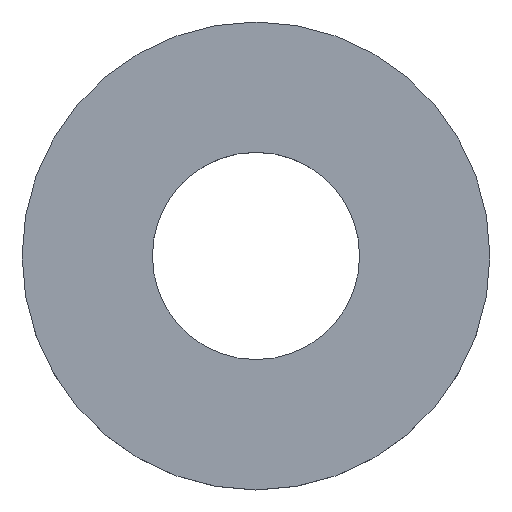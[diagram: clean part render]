
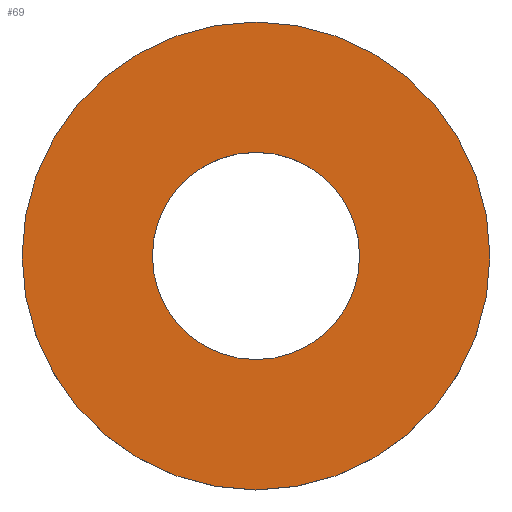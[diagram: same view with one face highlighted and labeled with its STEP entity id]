
A CAD part, top view. The second image highlights one B-rep face of the part: STEP entity #69.
In plain terms, the highlighted planar face has unit normal (0, 0, 1).
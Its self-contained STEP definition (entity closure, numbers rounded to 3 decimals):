
#53=VERTEX_POINT('',#123);
#63=VERTEX_POINT('',#134);
#65=VERTEX_POINT('',#136);
#69=ADVANCED_FACE('',(#140,#141),#142,.T.);
#71=EDGE_CURVE('',#63,#53,#144,.T.);
#73=EDGE_CURVE('',#53,#63,#146,.T.);
#77=VERTEX_POINT('',#150);
#81=EDGE_CURVE('',#65,#77,#154,.T.);
#103=EDGE_CURVE('',#77,#65,#181,.T.);
#123=CARTESIAN_POINT('',(-19.75,0.0,5.0));
#134=CARTESIAN_POINT('',(19.75,0.,5.0));
#136=CARTESIAN_POINT('',(8.75,0.,5.0));
#140=FACE_BOUND('',#211,.T.);
#141=FACE_OUTER_BOUND('',#212,.T.);
#142=PLANE('',#213);
#144=CIRCLE('',#216,19.75);
#146=CIRCLE('',#219,19.75);
#150=CARTESIAN_POINT('',(-8.75,0.0,5.0));
#154=CIRCLE('',#230,8.75);
#181=CIRCLE('',#264,8.75);
#211=EDGE_LOOP('',(#283,#284));
#212=EDGE_LOOP('',(#285,#286));
#213=AXIS2_PLACEMENT_3D('',#287,#288,#289);
#216=AXIS2_PLACEMENT_3D('',#290,#291,#292);
#219=AXIS2_PLACEMENT_3D('',#293,#294,#295);
#230=AXIS2_PLACEMENT_3D('',#297,#298,#299);
#264=AXIS2_PLACEMENT_3D('',#340,#341,#342);
#283=ORIENTED_EDGE('',*,*,#103,.T.);
#284=ORIENTED_EDGE('',*,*,#81,.T.);
#285=ORIENTED_EDGE('',*,*,#73,.F.);
#286=ORIENTED_EDGE('',*,*,#71,.F.);
#287=CARTESIAN_POINT('',(0.0,0.0,5.0));
#288=DIRECTION('',(0.0,0.0,1.0));
#289=DIRECTION('',(1.0,0.0,0.0));
#290=CARTESIAN_POINT('',(0.0,0.0,5.0));
#291=DIRECTION('',(0.0,0.0,-1.0));
#292=DIRECTION('',(-1.0,0.0,0.0));
#293=CARTESIAN_POINT('',(0.0,0.0,5.0));
#294=DIRECTION('',(0.0,0.0,-1.0));
#295=DIRECTION('',(-1.0,0.0,0.0));
#297=CARTESIAN_POINT('',(0.0,0.0,5.0));
#298=DIRECTION('',(0.0,0.0,-1.0));
#299=DIRECTION('',(1.0,0.0,0.0));
#340=CARTESIAN_POINT('',(0.0,0.0,5.0));
#341=DIRECTION('',(0.0,0.0,-1.0));
#342=DIRECTION('',(1.0,0.0,0.0));
